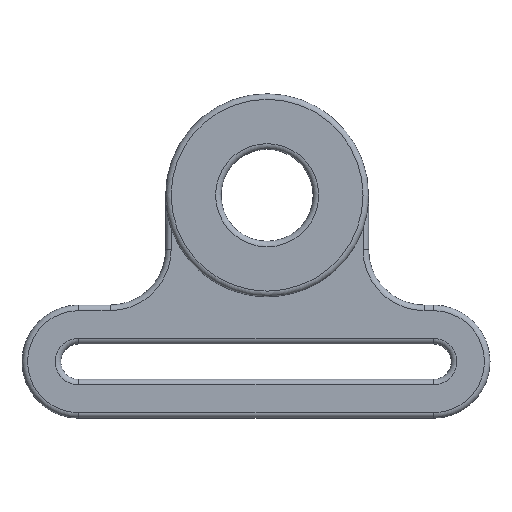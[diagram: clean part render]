
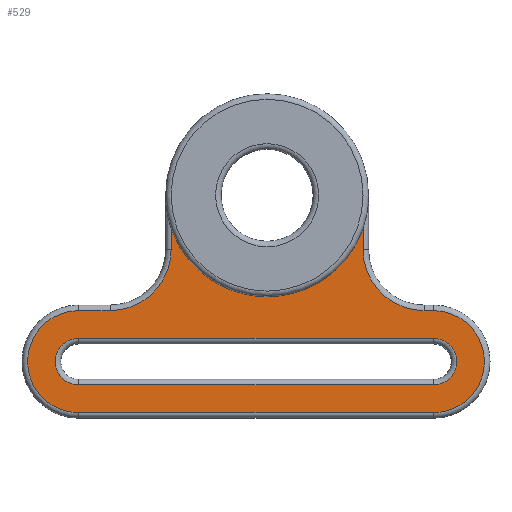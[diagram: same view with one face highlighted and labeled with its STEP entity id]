
A CAD part, top view. The second image highlights one B-rep face of the part: STEP entity #529.
In plain terms, the highlighted planar face has unit normal (0, 0, 1).
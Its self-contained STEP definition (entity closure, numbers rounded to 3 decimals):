
#17=FACE_BOUND('',#79,.T.);
#22=PLANE('',#585);
#45=FACE_OUTER_BOUND('',#78,.T.);
#78=EDGE_LOOP('',(#374,#375,#376,#377,#378,#379,#380,#381,#382,#383));
#79=EDGE_LOOP('',(#384,#385,#386,#387));
#110=LINE('',#837,#147);
#111=LINE('',#848,#148);
#117=LINE('',#866,#154);
#118=LINE('',#870,#155);
#119=LINE('',#874,#156);
#120=LINE('',#878,#157);
#121=LINE('',#882,#158);
#147=VECTOR('',#652,10.);
#148=VECTOR('',#665,10.);
#154=VECTOR('',#685,10.);
#155=VECTOR('',#688,10.);
#156=VECTOR('',#691,10.);
#157=VECTOR('',#694,10.);
#158=VECTOR('',#697,10.);
#186=CIRCLE('',#575,2.1);
#189=CIRCLE('',#580,2.1);
#192=CIRCLE('',#586,9.15);
#193=CIRCLE('',#587,5.5);
#194=CIRCLE('',#588,4.6);
#195=CIRCLE('',#589,4.6);
#196=CIRCLE('',#590,5.5);
#223=VERTEX_POINT('',#830);
#226=VERTEX_POINT('',#835);
#228=VERTEX_POINT('',#840);
#230=VERTEX_POINT('',#846);
#234=VERTEX_POINT('',#864);
#235=VERTEX_POINT('',#865);
#236=VERTEX_POINT('',#867);
#237=VERTEX_POINT('',#869);
#238=VERTEX_POINT('',#871);
#239=VERTEX_POINT('',#873);
#240=VERTEX_POINT('',#875);
#241=VERTEX_POINT('',#877);
#242=VERTEX_POINT('',#879);
#243=VERTEX_POINT('',#881);
#274=EDGE_CURVE('',#226,#223,#110,.T.);
#276=EDGE_CURVE('',#228,#226,#186,.T.);
#279=EDGE_CURVE('',#230,#228,#111,.T.);
#281=EDGE_CURVE('',#223,#230,#189,.T.);
#288=EDGE_CURVE('',#234,#235,#117,.T.);
#289=EDGE_CURVE('',#236,#234,#192,.T.);
#290=EDGE_CURVE('',#237,#236,#118,.T.);
#291=EDGE_CURVE('',#238,#237,#193,.T.);
#292=EDGE_CURVE('',#239,#238,#119,.T.);
#293=EDGE_CURVE('',#240,#239,#194,.T.);
#294=EDGE_CURVE('',#241,#240,#120,.T.);
#295=EDGE_CURVE('',#242,#241,#195,.T.);
#296=EDGE_CURVE('',#243,#242,#121,.T.);
#297=EDGE_CURVE('',#235,#243,#196,.T.);
#374=ORIENTED_EDGE('',*,*,#288,.F.);
#375=ORIENTED_EDGE('',*,*,#289,.F.);
#376=ORIENTED_EDGE('',*,*,#290,.F.);
#377=ORIENTED_EDGE('',*,*,#291,.F.);
#378=ORIENTED_EDGE('',*,*,#292,.F.);
#379=ORIENTED_EDGE('',*,*,#293,.F.);
#380=ORIENTED_EDGE('',*,*,#294,.F.);
#381=ORIENTED_EDGE('',*,*,#295,.F.);
#382=ORIENTED_EDGE('',*,*,#296,.F.);
#383=ORIENTED_EDGE('',*,*,#297,.F.);
#384=ORIENTED_EDGE('',*,*,#274,.F.);
#385=ORIENTED_EDGE('',*,*,#276,.F.);
#386=ORIENTED_EDGE('',*,*,#279,.F.);
#387=ORIENTED_EDGE('',*,*,#281,.F.);
#529=ADVANCED_FACE('',(#45,#17),#22,.T.);
#575=AXIS2_PLACEMENT_3D('',#842,#657,#658);
#580=AXIS2_PLACEMENT_3D('',#851,#669,#670);
#585=AXIS2_PLACEMENT_3D('',#863,#683,#684);
#586=AXIS2_PLACEMENT_3D('',#868,#686,#687);
#587=AXIS2_PLACEMENT_3D('',#872,#689,#690);
#588=AXIS2_PLACEMENT_3D('',#876,#692,#693);
#589=AXIS2_PLACEMENT_3D('',#880,#695,#696);
#590=AXIS2_PLACEMENT_3D('',#883,#698,#699);
#652=DIRECTION('',(1.,0.,0.));
#657=DIRECTION('center_axis',(0.,0.,
1.));
#658=DIRECTION('ref_axis',(-1.,0.,0.));
#665=DIRECTION('',(-1.,0.,0.));
#669=DIRECTION('center_axis',(0.,0.,
1.));
#670=DIRECTION('ref_axis',(1.,0.,0.));
#683=DIRECTION('center_axis',(0.,0.,
1.));
#684=DIRECTION('ref_axis',(-1.,0.,0.));
#685=DIRECTION('',(0.,-1.,0.));
#686=DIRECTION('center_axis',(0.,0.,
1.));
#687=DIRECTION('ref_axis',(-1.,0.,0.));
#688=DIRECTION('',(0.,1.,0.));
#689=DIRECTION('center_axis',(0.,0.,
1.));
#690=DIRECTION('ref_axis',(0.707,-0.707,0.));
#691=DIRECTION('',(1.,0.,0.));
#692=DIRECTION('center_axis',(0.,0.,
-1.));
#693=DIRECTION('ref_axis',(-1.,0.,0.));
#694=DIRECTION('',(-1.,0.,0.));
#695=DIRECTION('center_axis',(0.,0.,
-1.));
#696=DIRECTION('ref_axis',(1.,0.,0.));
#697=DIRECTION('',(1.,0.,0.));
#698=DIRECTION('center_axis',(0.,0.,
1.));
#699=DIRECTION('ref_axis',(-0.707,-0.707,0.));
#830=CARTESIAN_POINT('',(-142.,-175.6,-250.35));
#835=CARTESIAN_POINT('',(-174.,-175.6,-250.35));
#837=CARTESIAN_POINT('',(-150.,-175.6,-250.35));
#840=CARTESIAN_POINT('',(-174.,-171.4,-250.35));
#842=CARTESIAN_POINT('Origin',(-174.,-173.5,-250.35));
#846=CARTESIAN_POINT('',(-142.,-171.4,-250.35));
#848=CARTESIAN_POINT('',(-166.,-171.4,-250.35));
#851=CARTESIAN_POINT('Origin',(-142.,-173.5,-250.35));
#863=CARTESIAN_POINT('Origin',(-158.,-168.55,-250.35));
#864=CARTESIAN_POINT('',(-148.35,-161.483,-250.35));
#865=CARTESIAN_POINT('',(-148.35,-163.4,-250.35));
#866=CARTESIAN_POINT('',(-148.35,-168.475,-250.35));
#867=CARTESIAN_POINT('',(-165.65,-161.483,-250.35));
#868=CARTESIAN_POINT('Origin',(-157.,-158.5,-250.35));
#869=CARTESIAN_POINT('',(-165.65,-163.4,-250.35));
#870=CARTESIAN_POINT('',(-165.65,-163.525,-250.35));
#871=CARTESIAN_POINT('',(-171.15,-168.9,-250.35));
#872=CARTESIAN_POINT('Origin',(-171.15,-163.4,-250.35));
#873=CARTESIAN_POINT('',(-174.,-168.9,-250.35));
#874=CARTESIAN_POINT('',(-162.075,-168.9,-250.35));
#875=CARTESIAN_POINT('',(-174.,-178.1,-250.35));
#876=CARTESIAN_POINT('Origin',(-174.,-173.5,-250.35));
#877=CARTESIAN_POINT('',(-142.,-178.1,-250.35));
#878=CARTESIAN_POINT('',(-166.,-178.1,-250.35));
#879=CARTESIAN_POINT('',(-142.,-168.9,-250.35));
#880=CARTESIAN_POINT('Origin',(-142.,-173.5,-250.35));
#881=CARTESIAN_POINT('',(-142.85,-168.9,-250.35));
#882=CARTESIAN_POINT('',(-150.,-168.9,-250.35));
#883=CARTESIAN_POINT('Origin',(-142.85,-163.4,-250.35));
